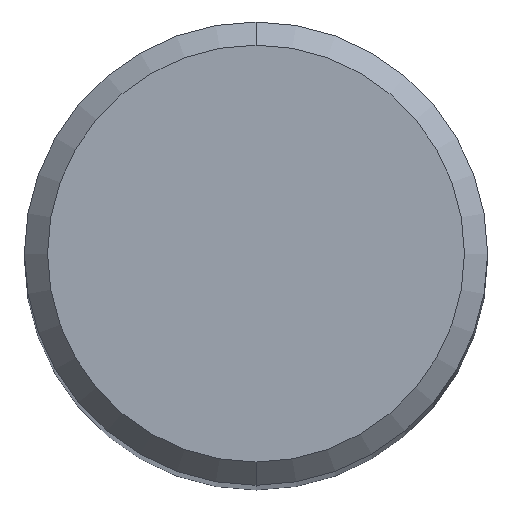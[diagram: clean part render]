
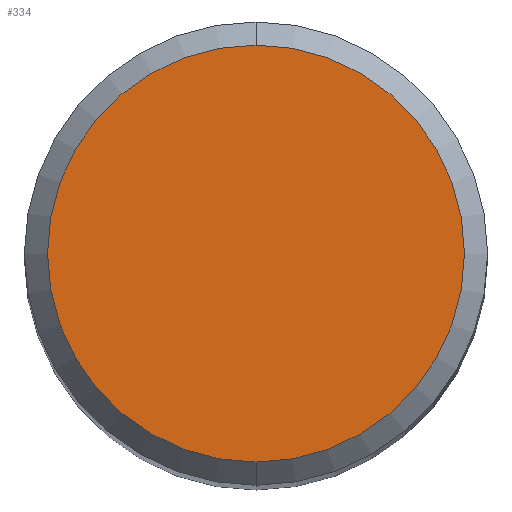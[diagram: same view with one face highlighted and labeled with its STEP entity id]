
A CAD part, top view. The second image highlights one B-rep face of the part: STEP entity #334.
In plain terms, the highlighted planar face has unit normal (0, 0, 1).
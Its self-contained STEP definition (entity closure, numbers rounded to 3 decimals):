
#334=ADVANCED_FACE('',(#926),#927,.T.);
#372=VERTEX_POINT('',#969);
#418=VERTEX_POINT('',#1020);
#726=EDGE_CURVE('',#418,#372,#1358,.T.);
#852=EDGE_CURVE('',#372,#418,#1490,.T.);
#926=FACE_OUTER_BOUND('',#1569,.T.);
#927=PLANE('',#1570);
#969=CARTESIAN_POINT('',(0.,-4.5,0.0));
#1020=CARTESIAN_POINT('',(0.0,4.5,0.0));
#1358=CIRCLE('',#5652,4.5);
#1490=CIRCLE('',#6557,4.5);
#1569=EDGE_LOOP('',(#8994,#8995));
#1570=AXIS2_PLACEMENT_3D('',#8996,#8997,#8998);
#5652=AXIS2_PLACEMENT_3D('',#9459,#9460,#9461);
#6557=AXIS2_PLACEMENT_3D('',#9550,#9551,#9552);
#8994=ORIENTED_EDGE('',*,*,#726,.F.);
#8995=ORIENTED_EDGE('',*,*,#852,.F.);
#8996=CARTESIAN_POINT('',(0.0,2.25,0.0));
#8997=DIRECTION('',(-0.0,0.0,1.0));
#8998=DIRECTION('',(0.0,-1.0,0.0));
#9459=CARTESIAN_POINT('',(0.0,0.0,0.0));
#9460=DIRECTION('',(0.0,0.0,-1.0));
#9461=DIRECTION('',(0.0,1.0,0.0));
#9550=CARTESIAN_POINT('',(0.0,0.0,0.0));
#9551=DIRECTION('',(0.0,0.0,-1.0));
#9552=DIRECTION('',(0.0,1.0,0.0));
